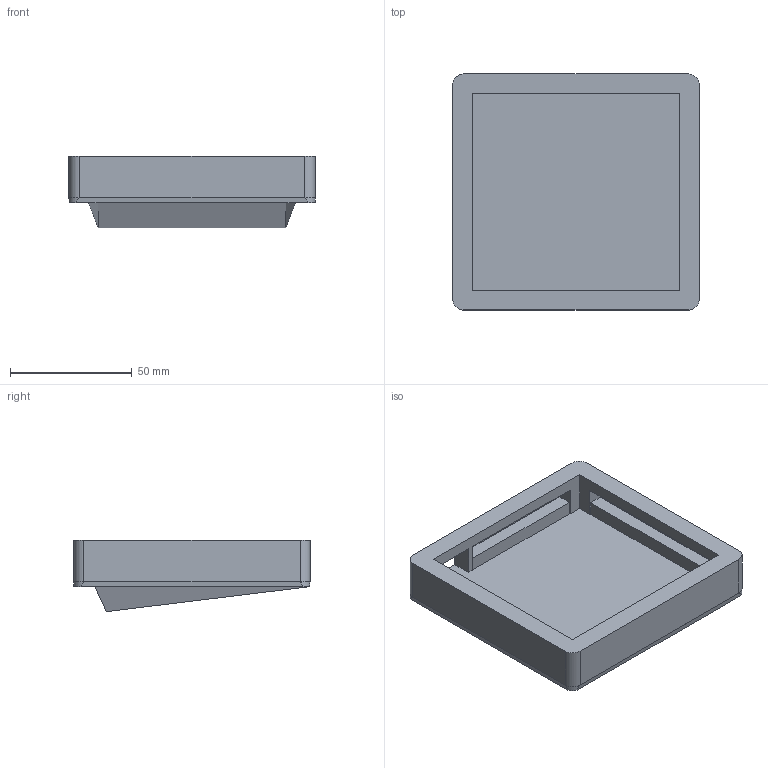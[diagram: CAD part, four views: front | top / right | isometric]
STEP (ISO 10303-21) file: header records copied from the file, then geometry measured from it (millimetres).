
FILE_DESCRIPTION(/* description */ ('STEP AP242','CAx-IF Rec.Pracs.---Representation and Presentation of Product Manufacturing Information (PMI)---4.0---2014-10-13','CAx-IF Rec.Pracs.---3D Tessellated Geometry---0.4---2014-09-14','2;1'),/* implementation_level */ '2;1');
FILE_NAME(/* name */ '659379c4570e364ab4495f91',/* time_stamp */ '2024-01-02T02:49:40Z',/* author */ (''),/* organization */ (''),/* preprocessor_version */ 'ST-DEVELOPER v19.4',/* originating_system */ ' ',/* authorisation */ ' ');
FILE_SCHEMA (('AP242_MANAGED_MODEL_BASED_3D_ENGINEERING_MIM_LF { 1 0 10303 442 1 1 4 }'));
Length unit declared in the file: metre
Products named in the file (2): Bottom Case; Top Case
Bounding box: 101.1 x 96.9 x 29.27 mm (x, y, z)
Volume: 95026.4 mm3; surface area: 42548.1 mm2
Topology: 2 solids, 2 shells, 71 faces, 183 edges, 122 vertices
Faces by surface type: plane 55, cylinder 16
Full cylindrical faces by diameter (mm): 2.8 x4, 3 x4
Entity records: 2181 total; most frequent: CARTESIAN_POINT 370, DIRECTION 357, ORIENTED_EDGE 350, EDGE_CURVE 175, LINE 139, VECTOR 139, VERTEX_POINT 122, AXIS2_PLACEMENT_3D 109
